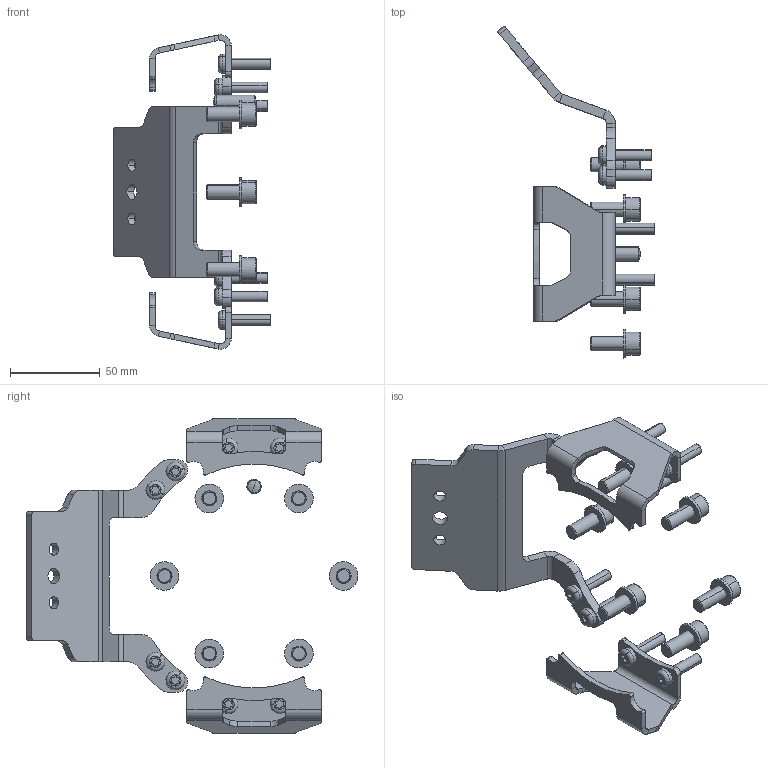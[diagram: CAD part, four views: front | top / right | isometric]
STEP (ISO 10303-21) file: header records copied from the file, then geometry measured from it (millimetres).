
FILE_DESCRIPTION (( 'STEP AP203' ), '1' );
FILE_NAME ('P5210-1 Config1.STEP', '2021-03-01T11:25:04', ( '' ), ( '' ), 'SwSTEP 2.0', 'SolidWorks 2019', '' );
FILE_SCHEMA (( 'CONFIG_CONTROL_DESIGN' ));
Length unit declared in the file: millimetre
Products named in the file (1): P5210-1 Config1
Bounding box: 87.78 x 185.26 x 175.51 mm (x, y, z)
Volume: 79146.4 mm3; surface area: 51496.1 mm2
Topology: 24 solids, 24 shells, 566 faces, 1368 edges, 874 vertices
Faces by surface type: cylinder 310, plane 190, torus 44, cone 14, sphere 4, bspline 4
Entity records: 17039 total; most frequent: DIRECTION 3198, CARTESIAN_POINT 3075, ORIENTED_EDGE 2736, EDGE_CURVE 1368, AXIS2_PLACEMENT_3D 1293, VERTEX_POINT 874, CIRCLE 730, EDGE_LOOP 628
